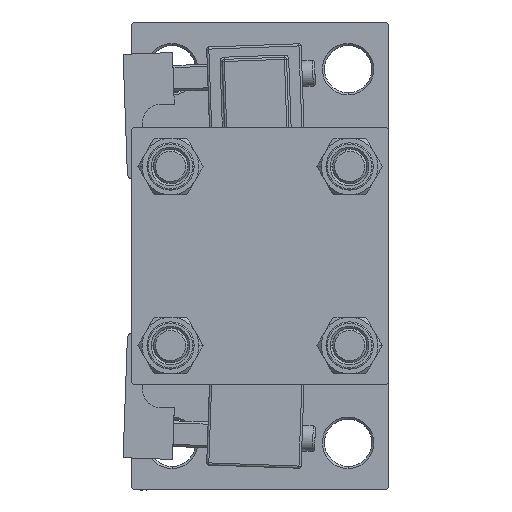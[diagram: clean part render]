
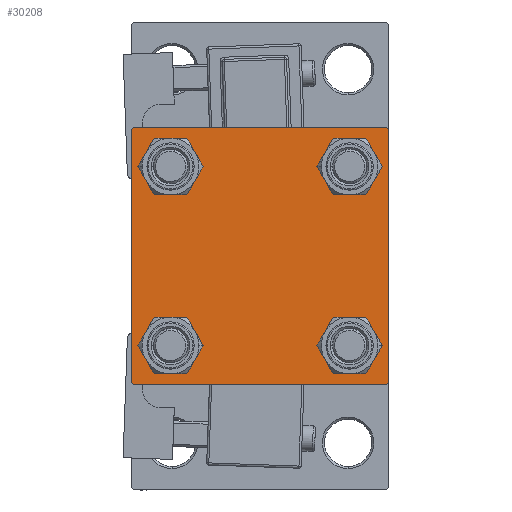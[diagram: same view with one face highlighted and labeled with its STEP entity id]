
A CAD part, left-side view. The second image highlights one B-rep face of the part: STEP entity #30208.
In plain terms, the highlighted planar face has unit normal (-1, 0, 0).
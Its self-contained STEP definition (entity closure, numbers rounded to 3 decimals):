
#112 = EDGE_CURVE ( 'NONE', #45183, #22092, #11578, .T. ) ;
#162 = VECTOR ( 'NONE', #18136, 1000. ) ;
#1097 = VECTOR ( 'NONE', #20688, 1000. ) ;
#1668 = ORIENTED_EDGE ( 'NONE', *, *, #24435, .T. ) ;
#1831 = DIRECTION ( 'NONE',  ( 0., -0.707, 0.707 ) ) ;
#2162 = ORIENTED_EDGE ( 'NONE', *, *, #42381, .T. ) ;
#2674 = VECTOR ( 'NONE', #5274, 1000. ) ;
#3104 = CARTESIAN_POINT ( 'NONE',  ( 0., -20.85, 20.85 ) ) ;
#3345 = DIRECTION ( 'NONE',  ( 0., 0., 1. ) ) ;
#3673 = EDGE_CURVE ( 'NONE', #37757, #42454, #30050, .T. ) ;
#3976 = ORIENTED_EDGE ( 'NONE', *, *, #20245, .F. ) ;
#4183 = DIRECTION ( 'NONE',  ( 1., 0., 0. ) ) ;
#4295 = CIRCLE ( 'NONE', #18748, 4.5 ) ;
#4349 = FACE_BOUND ( 'NONE', #39095, .T. ) ;
#4429 = DIRECTION ( 'NONE',  ( 1., 0., 0. ) ) ;
#4894 = CARTESIAN_POINT ( 'NONE',  ( 0., -20.85, 16.35 ) ) ;
#5274 = DIRECTION ( 'NONE',  ( 0., -1., 0. ) ) ;
#5353 = CARTESIAN_POINT ( 'NONE',  ( 0., 30., 30. ) ) ;
#6104 = CARTESIAN_POINT ( 'NONE',  ( 0., 20.85, 20.85 ) ) ;
#6415 = VECTOR ( 'NONE', #1831, 1000. ) ;
#7182 = VERTEX_POINT ( 'NONE', #41561 ) ;
#7246 = DIRECTION ( 'NONE',  ( 0., 0., 1. ) ) ;
#7329 = AXIS2_PLACEMENT_3D ( 'NONE', #42628, #4429, #19759 ) ;
#7330 = ORIENTED_EDGE ( 'NONE', *, *, #20178, .T. ) ;
#7684 = CARTESIAN_POINT ( 'NONE',  ( 0., 20.85, -20.85 ) ) ;
#8163 = CARTESIAN_POINT ( 'NONE',  ( 0., 30., 29.5 ) ) ;
#8256 = CARTESIAN_POINT ( 'NONE',  ( 0., -29.5, -30. ) ) ;
#8622 = CIRCLE ( 'NONE', #40706, 4.5 ) ;
#8636 = ORIENTED_EDGE ( 'NONE', *, *, #28255, .T. ) ;
#8888 = CARTESIAN_POINT ( 'NONE',  ( 0., -20.85, 25.35 ) ) ;
#9340 = CARTESIAN_POINT ( 'NONE',  ( 0., 20.85, 16.35 ) ) ;
#9466 = ORIENTED_EDGE ( 'NONE', *, *, #17070, .T. ) ;
#9656 = DIRECTION ( 'NONE',  ( 0., 0., -1. ) ) ;
#9881 = CARTESIAN_POINT ( 'NONE',  ( 0., -29.75, -29.75 ) ) ;
#10896 = AXIS2_PLACEMENT_3D ( 'NONE', #3104, #38536, #33765 ) ;
#10906 = PLANE ( 'NONE',  #18002 ) ;
#11074 = EDGE_CURVE ( 'NONE', #23814, #18501, #8622, .T. ) ;
#11265 = CARTESIAN_POINT ( 'NONE',  ( 0., -20.85, -20.85 ) ) ;
#11484 = CARTESIAN_POINT ( 'NONE',  ( 0., -20.85, 20.85 ) ) ;
#11578 = CIRCLE ( 'NONE', #47671, 4.5 ) ;
#12019 = CARTESIAN_POINT ( 'NONE',  ( 0., 30., -29.5 ) ) ;
#12038 = EDGE_LOOP ( 'NONE', ( #2162, #38723 ) ) ;
#12963 = VERTEX_POINT ( 'NONE', #36610 ) ;
#13250 = EDGE_CURVE ( 'NONE', #25279, #41494, #24752, .T. ) ;
#13363 = ORIENTED_EDGE ( 'NONE', *, *, #38083, .F. ) ;
#13907 = LINE ( 'NONE', #9881, #6415 ) ;
#14100 = CARTESIAN_POINT ( 'NONE',  ( 0., 29.75, -29.75 ) ) ;
#14166 = ORIENTED_EDGE ( 'NONE', *, *, #3673, .T. ) ;
#14714 = VERTEX_POINT ( 'NONE', #29151 ) ;
#14880 = LINE ( 'NONE', #15376, #41834 ) ;
#15376 = CARTESIAN_POINT ( 'NONE',  ( 0., -30., 30. ) ) ;
#15539 = VERTEX_POINT ( 'NONE', #30841 ) ;
#16541 = VECTOR ( 'NONE', #40728, 1000. ) ;
#16893 = CARTESIAN_POINT ( 'NONE',  ( 0., 20.85, 25.35 ) ) ;
#17070 = EDGE_CURVE ( 'NONE', #20643, #14714, #13907, .T. ) ;
#17096 = AXIS2_PLACEMENT_3D ( 'NONE', #11265, #30113, #7246 ) ;
#18002 = AXIS2_PLACEMENT_3D ( 'NONE', #41556, #22464, #3345 ) ;
#18116 = LINE ( 'NONE', #14100, #16541 ) ;
#18136 = DIRECTION ( 'NONE',  ( 0., 0.707, 0.707 ) ) ;
#18501 = VERTEX_POINT ( 'NONE', #16893 ) ;
#18748 = AXIS2_PLACEMENT_3D ( 'NONE', #41813, #49617, #30257 ) ;
#18847 = CARTESIAN_POINT ( 'NONE',  ( 0., 20.85, -25.35 ) ) ;
#19759 = DIRECTION ( 'NONE',  ( 0., 0., 1. ) ) ;
#19870 = ORIENTED_EDGE ( 'NONE', *, *, #42891, .T. ) ;
#20178 = EDGE_CURVE ( 'NONE', #18501, #23814, #24169, .T. ) ;
#20245 = EDGE_CURVE ( 'NONE', #15539, #14714, #14880, .T. ) ;
#20294 = VECTOR ( 'NONE', #9656, 1000. ) ;
#20643 = VERTEX_POINT ( 'NONE', #8256 ) ;
#20688 = DIRECTION ( 'NONE',  ( 0., -1., 0. ) ) ;
#22092 = VERTEX_POINT ( 'NONE', #40966 ) ;
#22205 = CARTESIAN_POINT ( 'NONE',  ( 0., -29.5, 30. ) ) ;
#22464 = DIRECTION ( 'NONE',  ( -1., 0., 0. ) ) ;
#22711 = FACE_OUTER_BOUND ( 'NONE', #26575, .T. ) ;
#23011 = DIRECTION ( 'NONE',  ( 1., 0., 0. ) ) ;
#23814 = VERTEX_POINT ( 'NONE', #9340 ) ;
#23933 = VECTOR ( 'NONE', #40828, 1000. ) ;
#24169 = CIRCLE ( 'NONE', #7329, 4.5 ) ;
#24178 = VERTEX_POINT ( 'NONE', #26495 ) ;
#24435 = EDGE_CURVE ( 'NONE', #15539, #27237, #49060, .T. ) ;
#24752 = LINE ( 'NONE', #32799, #23933 ) ;
#25279 = VERTEX_POINT ( 'NONE', #46174 ) ;
#25729 = DIRECTION ( 'NONE',  ( 1., 0., 0. ) ) ;
#25981 = CARTESIAN_POINT ( 'NONE',  ( 0., 20.85, -20.85 ) ) ;
#26495 = CARTESIAN_POINT ( 'NONE',  ( 0., -20.85, -25.35 ) ) ;
#26575 = EDGE_LOOP ( 'NONE', ( #46490, #19870, #32674, #9466, #3976, #1668, #13363, #40064 ) ) ;
#26652 = EDGE_CURVE ( 'NONE', #24178, #7182, #34750, .T. ) ;
#26722 = VERTEX_POINT ( 'NONE', #12019 ) ;
#27181 = EDGE_CURVE ( 'NONE', #41494, #26722, #39567, .T. ) ;
#27237 = VERTEX_POINT ( 'NONE', #22205 ) ;
#27309 = DIRECTION ( 'NONE',  ( 0., 0., 1. ) ) ;
#27767 = AXIS2_PLACEMENT_3D ( 'NONE', #7684, #23011, #38333 ) ;
#28255 = EDGE_CURVE ( 'NONE', #7182, #24178, #4295, .T. ) ;
#29151 = CARTESIAN_POINT ( 'NONE',  ( 0., -30., -29.5 ) ) ;
#29236 = AXIS2_PLACEMENT_3D ( 'NONE', #11484, #4183, #27309 ) ;
#29511 = DIRECTION ( 'NONE',  ( 0., 0., 1. ) ) ;
#29997 = FACE_BOUND ( 'NONE', #12038, .T. ) ;
#30050 = CIRCLE ( 'NONE', #10896, 4.5 ) ;
#30113 = DIRECTION ( 'NONE',  ( 1., 0., 0. ) ) ;
#30208 = ADVANCED_FACE ( 'NONE', ( #42057, #4349, #29997, #45331, #22711 ), #10906, .T. ) ;
#30257 = DIRECTION ( 'NONE',  ( 0., 0., 1. ) ) ;
#30841 = CARTESIAN_POINT ( 'NONE',  ( 0., -30., 29.5 ) ) ;
#32169 = LINE ( 'NONE', #43471, #2674 ) ;
#32674 = ORIENTED_EDGE ( 'NONE', *, *, #34308, .T. ) ;
#32799 = CARTESIAN_POINT ( 'NONE',  ( 0., 29.75, 29.75 ) ) ;
#33246 = DIRECTION ( 'NONE',  ( 0., 0., 1. ) ) ;
#33765 = DIRECTION ( 'NONE',  ( 0., 0., 1. ) ) ;
#33963 = DIRECTION ( 'NONE',  ( 0., 0., -1. ) ) ;
#34308 = EDGE_CURVE ( 'NONE', #12963, #20643, #32169, .T. ) ;
#34750 = CIRCLE ( 'NONE', #17096, 4.5 ) ;
#35548 = EDGE_CURVE ( 'NONE', #42454, #37757, #37156, .T. ) ;
#36594 = ORIENTED_EDGE ( 'NONE', *, *, #26652, .T. ) ;
#36610 = CARTESIAN_POINT ( 'NONE',  ( 0., 29.5, -30. ) ) ;
#36761 = DIRECTION ( 'NONE',  ( 1., 0., 0. ) ) ;
#37156 = CIRCLE ( 'NONE', #29236, 4.5 ) ;
#37757 = VERTEX_POINT ( 'NONE', #8888 ) ;
#38083 = EDGE_CURVE ( 'NONE', #25279, #27237, #43552, .T. ) ;
#38333 = DIRECTION ( 'NONE',  ( 0., 0., 1. ) ) ;
#38536 = DIRECTION ( 'NONE',  ( 1., 0., 0. ) ) ;
#38723 = ORIENTED_EDGE ( 'NONE', *, *, #112, .T. ) ;
#39095 = EDGE_LOOP ( 'NONE', ( #8636, #36594 ) ) ;
#39220 = ORIENTED_EDGE ( 'NONE', *, *, #11074, .T. ) ;
#39567 = LINE ( 'NONE', #39816, #20294 ) ;
#39816 = CARTESIAN_POINT ( 'NONE',  ( 0., 30., 30. ) ) ;
#40064 = ORIENTED_EDGE ( 'NONE', *, *, #13250, .T. ) ;
#40706 = AXIS2_PLACEMENT_3D ( 'NONE', #6104, #36761, #33246 ) ;
#40728 = DIRECTION ( 'NONE',  ( 0., -0.707, -0.707 ) ) ;
#40828 = DIRECTION ( 'NONE',  ( 0., 0.707, -0.707 ) ) ;
#40966 = CARTESIAN_POINT ( 'NONE',  ( 0., 20.85, -16.35 ) ) ;
#41494 = VERTEX_POINT ( 'NONE', #8163 ) ;
#41506 = CARTESIAN_POINT ( 'NONE',  ( 0., -29.75, 29.75 ) ) ;
#41556 = CARTESIAN_POINT ( 'NONE',  ( 0., 0., 0. ) ) ;
#41561 = CARTESIAN_POINT ( 'NONE',  ( 0., -20.85, -16.35 ) ) ;
#41813 = CARTESIAN_POINT ( 'NONE',  ( 0., -20.85, -20.85 ) ) ;
#41834 = VECTOR ( 'NONE', #33963, 1000. ) ;
#42057 = FACE_BOUND ( 'NONE', #42911, .T. ) ;
#42381 = EDGE_CURVE ( 'NONE', #22092, #45183, #49448, .T. ) ;
#42454 = VERTEX_POINT ( 'NONE', #4894 ) ;
#42628 = CARTESIAN_POINT ( 'NONE',  ( 0., 20.85, 20.85 ) ) ;
#42891 = EDGE_CURVE ( 'NONE', #26722, #12963, #18116, .T. ) ;
#42911 = EDGE_LOOP ( 'NONE', ( #14166, #47485 ) ) ;
#43471 = CARTESIAN_POINT ( 'NONE',  ( 0., 30., -30. ) ) ;
#43552 = LINE ( 'NONE', #5353, #1097 ) ;
#45183 = VERTEX_POINT ( 'NONE', #18847 ) ;
#45331 = FACE_BOUND ( 'NONE', #46162, .T. ) ;
#46162 = EDGE_LOOP ( 'NONE', ( #7330, #39220 ) ) ;
#46174 = CARTESIAN_POINT ( 'NONE',  ( 0., 29.5, 30. ) ) ;
#46490 = ORIENTED_EDGE ( 'NONE', *, *, #27181, .T. ) ;
#47485 = ORIENTED_EDGE ( 'NONE', *, *, #35548, .T. ) ;
#47671 = AXIS2_PLACEMENT_3D ( 'NONE', #25981, #25729, #29511 ) ;
#49060 = LINE ( 'NONE', #41506, #162 ) ;
#49448 = CIRCLE ( 'NONE', #27767, 4.5 ) ;
#49617 = DIRECTION ( 'NONE',  ( 1., 0., 0. ) ) ;
